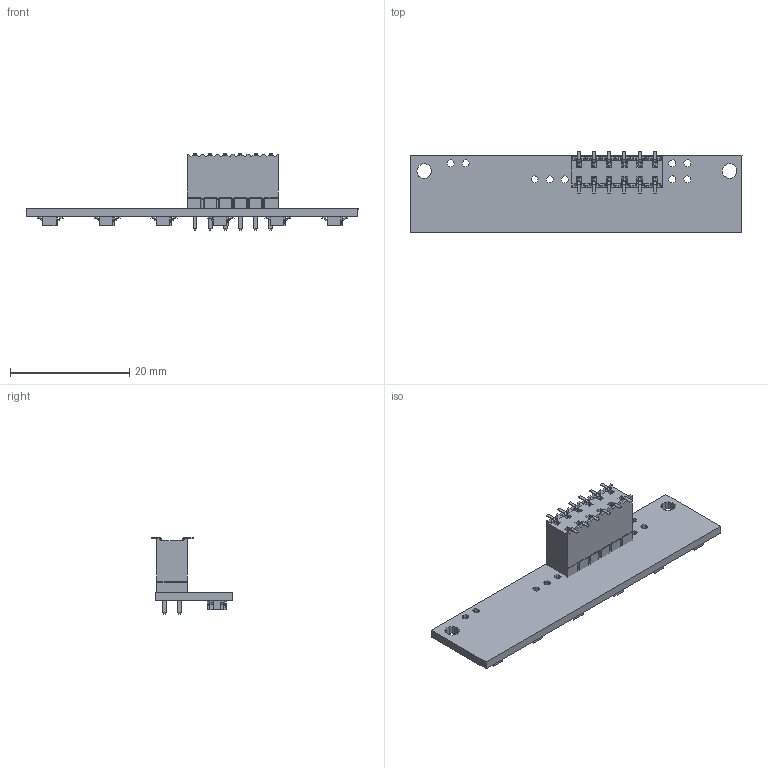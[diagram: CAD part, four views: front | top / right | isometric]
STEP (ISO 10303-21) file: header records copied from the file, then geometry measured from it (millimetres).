
FILE_DESCRIPTION(/* description */ ('Open CASCADE Model','CAx-IF Rec.Pracs.---Representation and Presentation of Product Manufacturing Information (PMI)---4.0---2014-10-13'),/* implementation_level */ '2;1');
FILE_NAME(/* name */ 'line_sensor.step',/* time_stamp */ '2019-03-20T16:07:30+01:00',/* author */ ('poryz'),/* organization */ ('Open CASCADE'),/* preprocessor_version */ 'ST-DEVELOPER v17.2',/* originating_system */ 'Autodesk Inventor 2019',/* authorisation */ 'Unknown');
FILE_SCHEMA (('AP242_MANAGED_MODEL_BASED_3D_ENGINEERING_MIM_LF { 1 0 10303 442 1 1 4 }'));
Length unit declared in the file: millimetre
Products named in the file (8): PCB1; Designator12; SSM-106-S-DV; _SSM-106-S-DV_body; _C-137-016; Samtec-TSW-106-23-F-D; QTR-8RC_mockup_RGB255; HTST-106-04-G-D-RA
Assembly tree (7 placements, depth 4):
  PCB1
    Designator12
      SSM-106-S-DV
        _SSM-106-S-DV_body
        _C-137-016
      Samtec-TSW-106-23-F-D
      QTR-8RC_mockup_RGB255
      HTST-106-04-G-D-RA
Bounding box: 55.59 x 13.7 x 12.77 mm (x, y, z)
Volume: 1696.8 mm3; surface area: 3304.1 mm2
Topology: 4 solids, 4 shells, 1837 faces, 4441 edges, 2621 vertices
Faces by surface type: plane 1813, cylinder 24
Entity records: 52361 total; most frequent: CARTESIAN_POINT 8982, ORIENTED_EDGE 8882, DIRECTION 8297, EDGE_CURVE 4441, LINE 4393, VECTOR 4393, VERTEX_POINT 2621, EDGE_LOOP 1982
